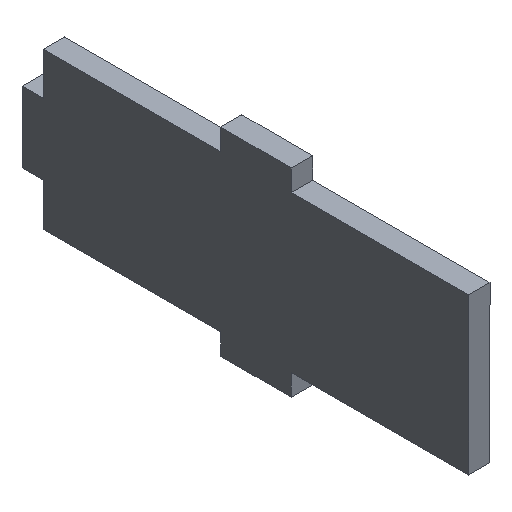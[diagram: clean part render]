
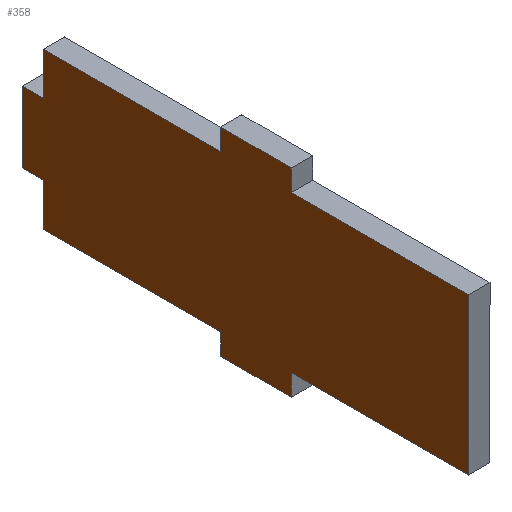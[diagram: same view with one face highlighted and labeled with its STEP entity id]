
A CAD part, isometric view. The second image highlights one B-rep face of the part: STEP entity #358.
In plain terms, the highlighted planar face has unit normal (-1, 0, 0).
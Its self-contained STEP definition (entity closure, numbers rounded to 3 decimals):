
#32=FACE_OUTER_BOUND('',#50,.T.);
#50=EDGE_LOOP('',(#307,#308,#309,#310,#311,#312,#313,#314,#315,#316,#317,
#318,#319,#320,#321,#322));
#51=LINE('',#469,#99);
#55=LINE('',#477,#103);
#58=LINE('',#483,#106);
#61=LINE('',#489,#109);
#64=LINE('',#495,#112);
#67=LINE('',#501,#115);
#70=LINE('',#507,#118);
#73=LINE('',#513,#121);
#76=LINE('',#519,#124);
#79=LINE('',#525,#127);
#82=LINE('',#531,#130);
#85=LINE('',#537,#133);
#88=LINE('',#543,#136);
#91=LINE('',#549,#139);
#94=LINE('',#555,#142);
#97=LINE('',#560,#145);
#99=VECTOR('',#383,3.);
#103=VECTOR('',#389,10.);
#106=VECTOR('',#394,3.);
#109=VECTOR('',#399,25.);
#112=VECTOR('',#404,22.);
#115=VECTOR('',#409,25.);
#118=VECTOR('',#414,3.);
#121=VECTOR('',#419,10.);
#124=VECTOR('',#424,3.);
#127=VECTOR('',#429,25.);
#130=VECTOR('',#434,6.);
#133=VECTOR('',#439,3.);
#136=VECTOR('',#444,10.);
#139=VECTOR('',#449,3.);
#142=VECTOR('',#454,6.);
#145=VECTOR('',#459,25.);
#147=VERTEX_POINT('',#467);
#148=VERTEX_POINT('',#468);
#151=VERTEX_POINT('',#476);
#153=VERTEX_POINT('',#482);
#155=VERTEX_POINT('',#488);
#157=VERTEX_POINT('',#494);
#159=VERTEX_POINT('',#500);
#161=VERTEX_POINT('',#506);
#163=VERTEX_POINT('',#512);
#165=VERTEX_POINT('',#518);
#167=VERTEX_POINT('',#524);
#169=VERTEX_POINT('',#530);
#171=VERTEX_POINT('',#536);
#173=VERTEX_POINT('',#542);
#175=VERTEX_POINT('',#548);
#177=VERTEX_POINT('',#554);
#179=EDGE_CURVE('',#147,#148,#51,.T.);
#183=EDGE_CURVE('',#148,#151,#55,.T.);
#186=EDGE_CURVE('',#151,#153,#58,.T.);
#189=EDGE_CURVE('',#153,#155,#61,.T.);
#192=EDGE_CURVE('',#155,#157,#64,.T.);
#195=EDGE_CURVE('',#157,#159,#67,.T.);
#198=EDGE_CURVE('',#159,#161,#70,.T.);
#201=EDGE_CURVE('',#161,#163,#73,.T.);
#204=EDGE_CURVE('',#163,#165,#76,.T.);
#207=EDGE_CURVE('',#165,#167,#79,.T.);
#210=EDGE_CURVE('',#167,#169,#82,.T.);
#213=EDGE_CURVE('',#169,#171,#85,.T.);
#216=EDGE_CURVE('',#171,#173,#88,.T.);
#219=EDGE_CURVE('',#173,#175,#91,.T.);
#222=EDGE_CURVE('',#175,#177,#94,.T.);
#225=EDGE_CURVE('',#177,#147,#97,.T.);
#307=ORIENTED_EDGE('',*,*,#225,.T.);
#308=ORIENTED_EDGE('',*,*,#179,.T.);
#309=ORIENTED_EDGE('',*,*,#183,.T.);
#310=ORIENTED_EDGE('',*,*,#186,.T.);
#311=ORIENTED_EDGE('',*,*,#189,.T.);
#312=ORIENTED_EDGE('',*,*,#192,.T.);
#313=ORIENTED_EDGE('',*,*,#195,.T.);
#314=ORIENTED_EDGE('',*,*,#198,.T.);
#315=ORIENTED_EDGE('',*,*,#201,.T.);
#316=ORIENTED_EDGE('',*,*,#204,.T.);
#317=ORIENTED_EDGE('',*,*,#207,.T.);
#318=ORIENTED_EDGE('',*,*,#210,.T.);
#319=ORIENTED_EDGE('',*,*,#213,.T.);
#320=ORIENTED_EDGE('',*,*,#216,.T.);
#321=ORIENTED_EDGE('',*,*,#219,.T.);
#322=ORIENTED_EDGE('',*,*,#222,.T.);
#340=PLANE('',#378);
#358=ADVANCED_FACE('',(#32),#340,.F.);
#378=AXIS2_PLACEMENT_3D('',#563,#463,#464);
#383=DIRECTION('',(0.,0.,-1.));
#389=DIRECTION('',(0.,-1.,0.));
#394=DIRECTION('',(0.,0.,1.));
#399=DIRECTION('',(0.,-1.,0.));
#404=DIRECTION('',(0.,0.,1.));
#409=DIRECTION('',(0.,1.,0.));
#414=DIRECTION('',(0.,0.,1.));
#419=DIRECTION('',(0.,1.,0.));
#424=DIRECTION('',(0.,0.,-1.));
#429=DIRECTION('',(0.,1.,0.));
#434=DIRECTION('',(0.,0.,-1.));
#439=DIRECTION('',(0.,1.,0.));
#444=DIRECTION('',(0.,0.,-1.));
#449=DIRECTION('',(0.,-1.,0.));
#454=DIRECTION('',(0.,0.,-1.));
#459=DIRECTION('',(0.,-1.,0.));
#463=DIRECTION('center_axis',(1.,0.,0.));
#464=DIRECTION('ref_axis',(0.,0.,-1.));
#467=CARTESIAN_POINT('',(0.,38.,0.));
#468=CARTESIAN_POINT('',(0.,38.,-3.));
#469=CARTESIAN_POINT('',(0.,38.,0.));
#476=CARTESIAN_POINT('',(0.,28.,-3.));
#477=CARTESIAN_POINT('',(0.,38.,-3.));
#482=CARTESIAN_POINT('',(0.,28.,0.));
#483=CARTESIAN_POINT('',(0.,28.,-3.));
#488=CARTESIAN_POINT('',(0.,3.,0.));
#489=CARTESIAN_POINT('',(0.,28.,0.));
#494=CARTESIAN_POINT('',(0.,3.,22.));
#495=CARTESIAN_POINT('',(0.,3.,0.));
#500=CARTESIAN_POINT('',(0.,28.,22.));
#501=CARTESIAN_POINT('',(0.,3.,22.));
#506=CARTESIAN_POINT('',(0.,28.,25.));
#507=CARTESIAN_POINT('',(0.,28.,22.));
#512=CARTESIAN_POINT('',(0.,38.,25.));
#513=CARTESIAN_POINT('',(0.,28.,25.));
#518=CARTESIAN_POINT('',(0.,38.,22.));
#519=CARTESIAN_POINT('',(0.,38.,25.));
#524=CARTESIAN_POINT('',(0.,63.,22.));
#525=CARTESIAN_POINT('',(0.,38.,22.));
#530=CARTESIAN_POINT('',(0.,63.,16.));
#531=CARTESIAN_POINT('',(0.,63.,22.));
#536=CARTESIAN_POINT('',(0.,66.,16.));
#537=CARTESIAN_POINT('',(0.,63.,16.));
#542=CARTESIAN_POINT('',(0.,66.,6.));
#543=CARTESIAN_POINT('',(0.,66.,16.));
#548=CARTESIAN_POINT('',(0.,63.,6.));
#549=CARTESIAN_POINT('',(0.,66.,6.));
#554=CARTESIAN_POINT('',(0.,63.,0.));
#555=CARTESIAN_POINT('',(0.,63.,6.));
#560=CARTESIAN_POINT('',(0.,63.,0.));
#563=CARTESIAN_POINT('Origin',(0.,34.203,11.));
